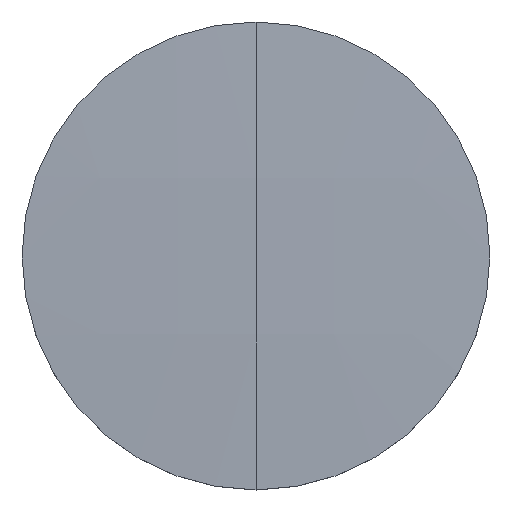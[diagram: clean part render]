
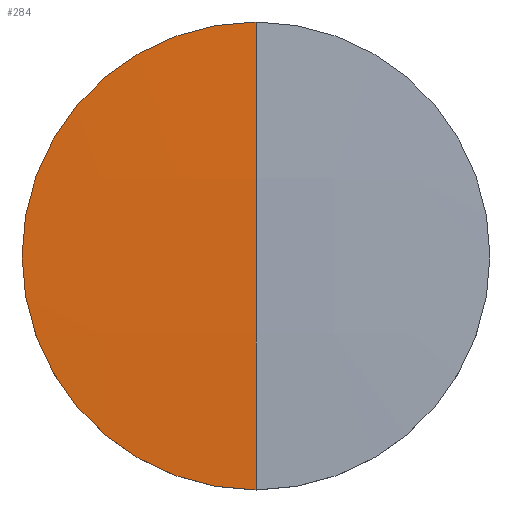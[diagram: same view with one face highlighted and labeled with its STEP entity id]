
A CAD part, top view. The second image highlights one B-rep face of the part: STEP entity #284.
In plain terms, the highlighted free-form (B-spline) face has degree [3, 3] with [4, 4] control points.
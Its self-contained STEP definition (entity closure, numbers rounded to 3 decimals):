
#4 = VERTEX_POINT ( 'NONE', #35 ) ;
#7 = CARTESIAN_POINT ( 'NONE',  ( 0., 19.278, 4.641 ) ) ;
#10 = VERTEX_POINT ( 'NONE', #174 ) ;
#16 = ORIENTED_EDGE ( 'NONE', *, *, #245, .T. ) ;
#24 = FACE_OUTER_BOUND ( 'NONE', #133, .T. ) ;
#30 = CARTESIAN_POINT ( 'NONE',  ( -12.77, -19.278, 4.523 ) ) ;
#32 = CARTESIAN_POINT ( 'NONE',  ( -19.151, 19.278, 4.287 ) ) ;
#33 = AXIS2_PLACEMENT_3D ( 'NONE', #113, #92, #136 ) ;
#35 = CARTESIAN_POINT ( 'NONE',  ( -19.05, 0., 4.65 ) ) ;
#36 = VERTEX_POINT ( 'NONE', #102 ) ;
#41 =( BOUNDED_SURFACE ( )  B_SPLINE_SURFACE ( 3, 3, ( 
 ( #120, #251, #30, #123 ),
 ( #140, #211, #169, #275 ),
 ( #143, #192, #173, #147 ),
 ( #7, #236, #213, #32 ) ),
 .UNSPECIFIED., .F., .F., .F. ) 
 B_SPLINE_SURFACE_WITH_KNOTS ( ( 4, 4 ),
 ( 4, 4 ),
 ( 0., 1. ),
 ( 0., 1. ),
 .UNSPECIFIED. ) 
 GEOMETRIC_REPRESENTATION_ITEM ( )  RATIONAL_B_SPLINE_SURFACE ( (
 ( 1., 1., 1., 1.),
 ( 1., 0.999, 0.999, 1.),
 ( 1., 0.999, 0.999, 1.),
 ( 1., 1., 1., 1.) ) ) 
 REPRESENTATION_ITEM ( '' )  SURFACE ( )  );
#49 = CIRCLE ( 'NONE', #142, 19.05 ) ;
#62 = ORIENTED_EDGE ( 'NONE', *, *, #286, .F. ) ;
#65 = AXIS2_PLACEMENT_3D ( 'NONE', #269, #290, #158 ) ;
#92 = DIRECTION ( 'NONE',  ( -1., 0., 0. ) ) ;
#102 = CARTESIAN_POINT ( 'NONE',  ( 0., -19.05, 4.65 ) ) ;
#113 = CARTESIAN_POINT ( 'NONE',  ( 0., 0., -512.9 ) ) ;
#120 = CARTESIAN_POINT ( 'NONE',  ( 0., -19.278, 4.641 ) ) ;
#123 = CARTESIAN_POINT ( 'NONE',  ( -19.151, -19.278, 4.287 ) ) ;
#133 = EDGE_LOOP ( 'NONE', ( #62, #16, #281 ) ) ;
#136 = DIRECTION ( 'NONE',  ( 0., -1., 0. ) ) ;
#140 = CARTESIAN_POINT ( 'NONE',  ( 0., -6.429, 5.12 ) ) ;
#142 = AXIS2_PLACEMENT_3D ( 'NONE', #178, #154, #285 ) ;
#143 = CARTESIAN_POINT ( 'NONE',  ( 0., 6.429, 5.12 ) ) ;
#147 = CARTESIAN_POINT ( 'NONE',  ( -19.169, 6.429, 4.765 ) ) ;
#148 = EDGE_CURVE ( 'NONE', #4, #10, #224, .T. ) ;
#154 = DIRECTION ( 'NONE',  ( 0., 0., -1. ) ) ;
#158 = DIRECTION ( 'NONE',  ( 1., 0., 0. ) ) ;
#169 = CARTESIAN_POINT ( 'NONE',  ( -12.782, -6.429, 5.001 ) ) ;
#173 = CARTESIAN_POINT ( 'NONE',  ( -12.782, 6.429, 5.001 ) ) ;
#174 = CARTESIAN_POINT ( 'NONE',  ( 0., 19.05, 4.65 ) ) ;
#178 = CARTESIAN_POINT ( 'NONE',  ( 0., 0., 4.65 ) ) ;
#192 = CARTESIAN_POINT ( 'NONE',  ( -6.391, 6.429, 5.12 ) ) ;
#211 = CARTESIAN_POINT ( 'NONE',  ( -6.391, -6.429, 5.12 ) ) ;
#213 = CARTESIAN_POINT ( 'NONE',  ( -12.77, 19.278, 4.523 ) ) ;
#224 = CIRCLE ( 'NONE', #65, 19.05 ) ;
#236 = CARTESIAN_POINT ( 'NONE',  ( -6.385, 19.278, 4.641 ) ) ;
#245 = EDGE_CURVE ( 'NONE', #36, #10, #253, .T. ) ;
#251 = CARTESIAN_POINT ( 'NONE',  ( -6.385, -19.278, 4.641 ) ) ;
#253 = CIRCLE ( 'NONE', #33, 517.9 ) ;
#269 = CARTESIAN_POINT ( 'NONE',  ( 0., 0., 4.65 ) ) ;
#275 = CARTESIAN_POINT ( 'NONE',  ( -19.169, -6.429, 4.765 ) ) ;
#281 = ORIENTED_EDGE ( 'NONE', *, *, #148, .F. ) ;
#284 = ADVANCED_FACE ( 'NONE', ( #24 ), #41, .T. ) ;
#285 = DIRECTION ( 'NONE',  ( 1., 0., 0. ) ) ;
#286 = EDGE_CURVE ( 'NONE', #36, #4, #49, .T. ) ;
#290 = DIRECTION ( 'NONE',  ( 0., 0., -1. ) ) ;
